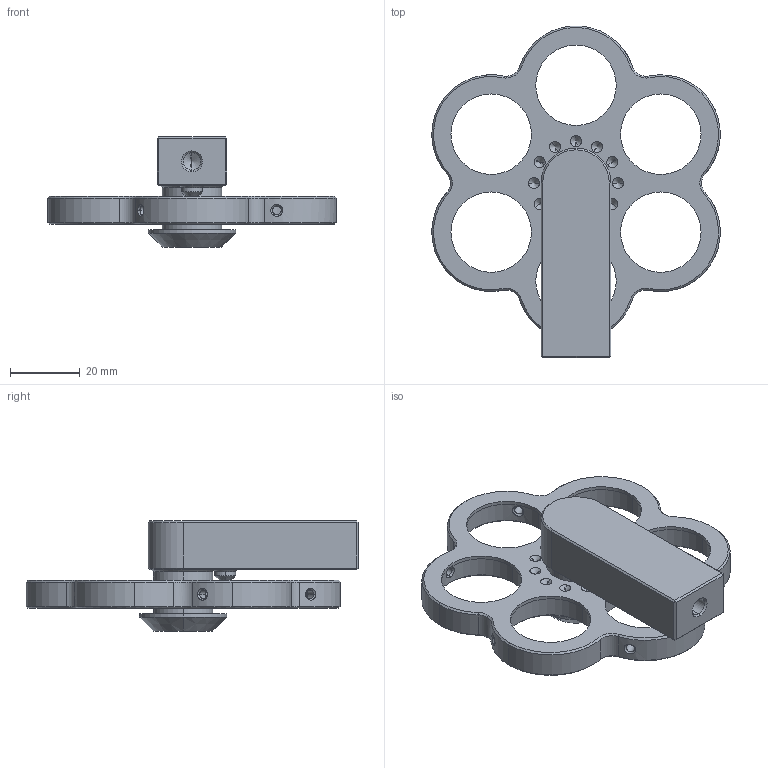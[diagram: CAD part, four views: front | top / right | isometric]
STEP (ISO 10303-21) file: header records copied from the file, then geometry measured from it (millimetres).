
FILE_DESCRIPTION (( 'STEP AP203' ), '1' );
FILE_NAME ('GCM-1402M三维外形图.STEP', '2016-12-30T00:27:34', ( '' ), ( '' ), 'SwSTEP 2.0', 'SolidWorks 2015', '' );
FILE_SCHEMA (( 'CONFIG_CONTROL_DESIGN' ));
Length unit declared in the file: millimetre
Products named in the file (2): GCM-1402M三维外形图
Bounding box: 82.5 x 94.94 x 31.5 mm (x, y, z)
Volume: 37170 mm3; surface area: 17377.1 mm2
Topology: 1 solids, 3 shells, 212 faces, 503 edges, 292 vertices
Faces by surface type: cone 94, cylinder 64, plane 30, bspline 24
Entity records: 17957 total; most frequent: CARTESIAN_POINT 13099, DIRECTION 975, ORIENTED_EDGE 954, EDGE_CURVE 477, AXIS2_PLACEMENT_3D 393, VERTEX_POINT 292, EDGE_LOOP 259, FACE_OUTER_BOUND 212
